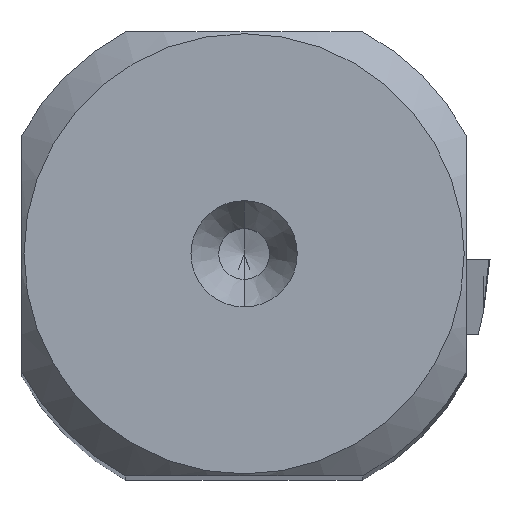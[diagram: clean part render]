
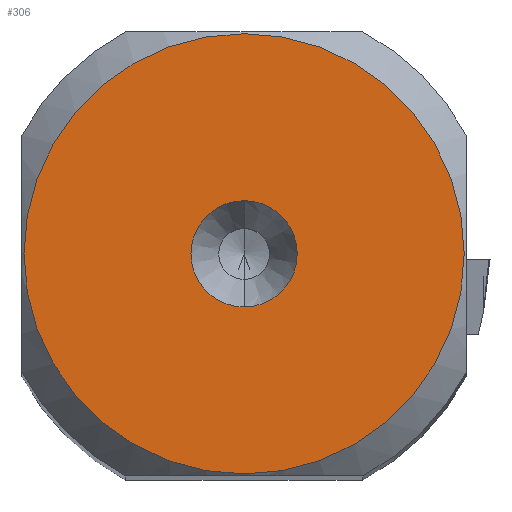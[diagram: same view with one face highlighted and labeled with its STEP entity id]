
A CAD part, top view. The second image highlights one B-rep face of the part: STEP entity #306.
In plain terms, the highlighted planar face has unit normal (0, 0, 1).
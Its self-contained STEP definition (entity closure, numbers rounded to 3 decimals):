
#306=ADVANCED_FACE('',(#433,#434),#401,.T.);
#401=PLANE('',#2143);
#433=FACE_BOUND('',#459,.T.);
#434=FACE_BOUND('',#460,.T.);
#459=EDGE_LOOP('',(#632,#633,#634,#635));
#460=EDGE_LOOP('',(#636,#637));
#632=ORIENTED_EDGE('',*,*,#1377,.F.);
#633=ORIENTED_EDGE('',*,*,#1378,.F.);
#634=ORIENTED_EDGE('',*,*,#1379,.F.);
#635=ORIENTED_EDGE('',*,*,#1380,.F.);
#636=ORIENTED_EDGE('',*,*,#1381,.F.);
#637=ORIENTED_EDGE('',*,*,#1382,.F.);
#1166=VERTEX_POINT('',#2996);
#1167=VERTEX_POINT('',#2997);
#1168=VERTEX_POINT('',#2999);
#1169=VERTEX_POINT('',#3001);
#1170=VERTEX_POINT('',#3004);
#1171=VERTEX_POINT('',#3005);
#1377=EDGE_CURVE('',#1166,#1167,#1654,.T.);
#1378=EDGE_CURVE('',#1168,#1166,#1655,.T.);
#1379=EDGE_CURVE('',#1169,#1168,#1656,.T.);
#1380=EDGE_CURVE('',#1167,#1169,#1657,.T.);
#1381=EDGE_CURVE('',#1170,#1171,#1658,.T.);
#1382=EDGE_CURVE('',#1171,#1170,#1659,.T.);
#1654=CIRCLE('',#2137,6.938);
#1655=CIRCLE('',#2138,6.938);
#1656=CIRCLE('',#2139,6.938);
#1657=CIRCLE('',#2140,6.938);
#1658=CIRCLE('',#2141,1.675);
#1659=CIRCLE('',#2142,1.675);
#2137=AXIS2_PLACEMENT_3D('',#2995,#2437,#2438);
#2138=AXIS2_PLACEMENT_3D('',#2998,#2439,#2440);
#2139=AXIS2_PLACEMENT_3D('',#3000,#2441,#2442);
#2140=AXIS2_PLACEMENT_3D('',#3002,#2443,#2444);
#2141=AXIS2_PLACEMENT_3D('',#3003,#2445,#2446);
#2142=AXIS2_PLACEMENT_3D('',#3006,#2447,#2448);
#2143=AXIS2_PLACEMENT_3D('',#3007,#2449,#2450);
#2437=DIRECTION('',(0.,0.,-1.));
#2438=DIRECTION('',(-1.,0.,0.));
#2439=DIRECTION('',(0.,0.,-1.));
#2440=DIRECTION('',(0.,-1.,0.));
#2441=DIRECTION('',(0.,0.,-1.));
#2442=DIRECTION('',(1.,0.,0.));
#2443=DIRECTION('',(0.,0.,-1.));
#2444=DIRECTION('',(0.,1.,0.));
#2445=DIRECTION('',(0.,0.,1.));
#2446=DIRECTION('',(0.,-1.,0.));
#2447=DIRECTION('',(0.,0.,1.));
#2448=DIRECTION('',(0.,1.,0.));
#2449=DIRECTION('',(0.,0.,1.));
#2450=DIRECTION('',(-1.,0.,0.));
#2995=CARTESIAN_POINT('',(0.,0.,0.));
#2996=CARTESIAN_POINT('',(-6.938,0.,0.));
#2997=CARTESIAN_POINT('',(0.,6.938,0.));
#2998=CARTESIAN_POINT('',(0.,0.,0.));
#2999=CARTESIAN_POINT('',(0.,-6.938,0.));
#3000=CARTESIAN_POINT('',(0.,0.,0.));
#3001=CARTESIAN_POINT('',(6.938,0.,0.));
#3002=CARTESIAN_POINT('',(0.,0.,0.));
#3003=CARTESIAN_POINT('',(0.,0.,0.));
#3004=CARTESIAN_POINT('',(0.,-1.675,0.));
#3005=CARTESIAN_POINT('',(0.,1.675,0.));
#3006=CARTESIAN_POINT('',(0.,0.,0.));
#3007=CARTESIAN_POINT('',(0.,0.001,0.));
